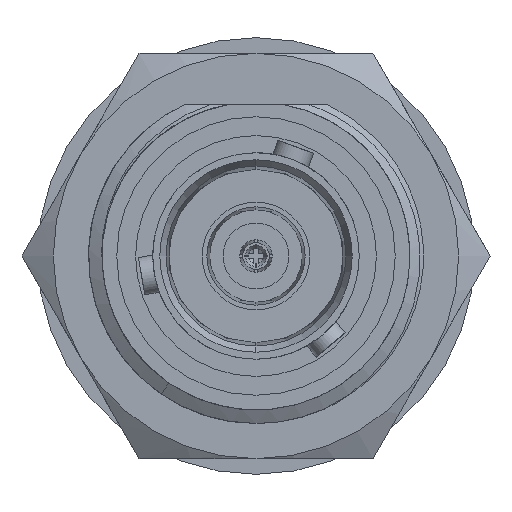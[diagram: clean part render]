
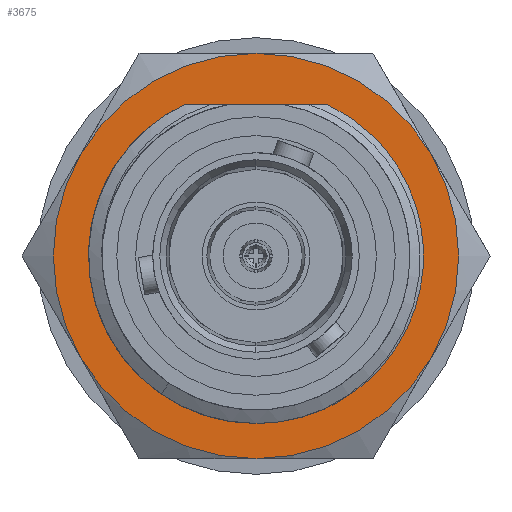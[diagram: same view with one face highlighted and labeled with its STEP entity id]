
A CAD part, left-side view. The second image highlights one B-rep face of the part: STEP entity #3675.
In plain terms, the highlighted face is planar.
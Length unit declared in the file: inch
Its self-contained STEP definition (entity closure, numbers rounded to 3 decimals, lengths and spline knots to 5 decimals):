
#49 = CIRCLE ( 'NONE', #19554, 0.28 ) ;
#655 = DIRECTION ( 'NONE',  ( 1., 0., 0. ) ) ;
#729 = DIRECTION ( 'NONE',  ( 0., 0., 1. ) ) ;
#1321 = B_SPLINE_CURVE_WITH_KNOTS ( 'NONE', 3,
 ( #3439, #21187, #10458, #5492, #3773, #19464, #10798, #22805, #10572, #8955, #6884, #15785 ),
 .UNSPECIFIED., .F., .F.,
 ( 4, 2, 2, 2, 2, 4 ),
 ( 0., 0.00162, 0.00323, 0.00404, 0.00485, 0.00647 ),
 .UNSPECIFIED. ) ;
#1452 = CARTESIAN_POINT ( 'NONE',  ( 0.04921, 0., -0.375 ) ) ;
#1933 = CIRCLE ( 'NONE', #5997, 0.375 ) ;
#2143 = DIRECTION ( 'NONE',  ( -1., 0., 0. ) ) ;
#2502 = DIRECTION ( 'NONE',  ( 0., 0., 1. ) ) ;
#2666 = EDGE_CURVE ( 'NONE', #12357, #19721, #1321, .T. ) ;
#3439 = CARTESIAN_POINT ( 'NONE',  ( 0.04921, 0.13933, -0.24287 ) ) ;
#3675 = ADVANCED_FACE ( 'NONE', ( #18414, #18303 ), #17951, .T. ) ;
#3773 = CARTESIAN_POINT ( 'NONE',  ( 0.04921, 0.04025, -0.2779 ) ) ;
#3802 = EDGE_CURVE ( 'NONE', #20790, #11605, #6118, .T. ) ;
#3824 = DIRECTION ( 'NONE',  ( -1., 0., 0. ) ) ;
#3915 = EDGE_CURVE ( 'NONE', #12038, #18401, #22684, .T. ) ;
#3948 = CARTESIAN_POINT ( 'NONE',  ( 0.04921, 0., 0. ) ) ;
#4153 = DIRECTION ( 'NONE',  ( 0., 0., 1. ) ) ;
#4839 = CIRCLE ( 'NONE', #7018, 0.375 ) ;
#5170 = CARTESIAN_POINT ( 'NONE',  ( 0.04921, 0., 0. ) ) ;
#5436 = VERTEX_POINT ( 'NONE', #6560 ) ;
#5492 = CARTESIAN_POINT ( 'NONE',  ( 0.04921, 0.06091, -0.27411 ) ) ;
#5631 = ORIENTED_EDGE ( 'NONE', *, *, #12942, .F. ) ;
#5643 = AXIS2_PLACEMENT_3D ( 'NONE', #13204, #9722, #729 ) ;
#5984 = DIRECTION ( 'NONE',  ( -1., 0., 0. ) ) ;
#5997 = AXIS2_PLACEMENT_3D ( 'NONE', #16965, #5984, #4153 ) ;
#6118 = CIRCLE ( 'NONE', #12387, 0.375 ) ;
#6560 = CARTESIAN_POINT ( 'NONE',  ( 0.04921, 0.32476, 0.1875 ) ) ;
#6591 = EDGE_CURVE ( 'NONE', #5436, #10302, #4839, .T. ) ;
#6659 = ORIENTED_EDGE ( 'NONE', *, *, #11729, .F. ) ;
#6732 = EDGE_CURVE ( 'NONE', #19721, #12357, #49, .T. ) ;
#6797 = ORIENTED_EDGE ( 'NONE', *, *, #6591, .F. ) ;
#6830 = CIRCLE ( 'NONE', #14582, 0.375 ) ;
#6884 = CARTESIAN_POINT ( 'NONE',  ( 0.04921, -0.08498, -0.26764 ) ) ;
#7018 = AXIS2_PLACEMENT_3D ( 'NONE', #5170, #17744, #10477 ) ;
#7132 = CARTESIAN_POINT ( 'NONE',  ( 0.04921, -0.32476, -0.1875 ) ) ;
#7858 = ORIENTED_EDGE ( 'NONE', *, *, #3802, .F. ) ;
#8042 = ORIENTED_EDGE ( 'NONE', *, *, #15794, .F. ) ;
#8955 = CARTESIAN_POINT ( 'NONE',  ( 0.04921, -0.06442, -0.27329 ) ) ;
#9180 = CARTESIAN_POINT ( 'NONE',  ( 0.04921, 0., 0. ) ) ;
#9324 = CARTESIAN_POINT ( 'NONE',  ( 0.04921, 0., 0. ) ) ;
#9633 = ORIENTED_EDGE ( 'NONE', *, *, #6732, .T. ) ;
#9722 = DIRECTION ( 'NONE',  ( -1., 0., 0. ) ) ;
#10184 = AXIS2_PLACEMENT_3D ( 'NONE', #13001, #655, #11025 ) ;
#10302 = VERTEX_POINT ( 'NONE', #19267 ) ;
#10458 = CARTESIAN_POINT ( 'NONE',  ( 0.04921, 0.1013, -0.26189 ) ) ;
#10477 = DIRECTION ( 'NONE',  ( 0., 0., 1. ) ) ;
#10572 = CARTESIAN_POINT ( 'NONE',  ( 0.04921, -0.03339, -0.2782 ) ) ;
#10798 = CARTESIAN_POINT ( 'NONE',  ( 0.04921, -0.00203, -0.28019 ) ) ;
#10970 = DIRECTION ( 'NONE',  ( 0., 0., 1. ) ) ;
#11025 = DIRECTION ( 'NONE',  ( 0., 0., -1. ) ) ;
#11141 = CARTESIAN_POINT ( 'NONE',  ( 0.04921, 0., 0. ) ) ;
#11168 = DIRECTION ( 'NONE',  ( 0., 0., 1. ) ) ;
#11605 = VERTEX_POINT ( 'NONE', #7132 ) ;
#11664 = AXIS2_PLACEMENT_3D ( 'NONE', #11141, #18176, #19783 ) ;
#11729 = EDGE_CURVE ( 'NONE', #11605, #12038, #1933, .T. ) ;
#12003 = CARTESIAN_POINT ( 'NONE',  ( 0.04921, 0.13933, -0.24287 ) ) ;
#12038 = VERTEX_POINT ( 'NONE', #22359 ) ;
#12357 = VERTEX_POINT ( 'NONE', #12003 ) ;
#12387 = AXIS2_PLACEMENT_3D ( 'NONE', #9180, #2143, #2502 ) ;
#12942 = EDGE_CURVE ( 'NONE', #10302, #20790, #14880, .T. ) ;
#13001 = CARTESIAN_POINT ( 'NONE',  ( 0.04921, 0., 0. ) ) ;
#13204 = CARTESIAN_POINT ( 'NONE',  ( 0.04921, 0., 0. ) ) ;
#14582 = AXIS2_PLACEMENT_3D ( 'NONE', #3948, #3824, #10970 ) ;
#14845 = ORIENTED_EDGE ( 'NONE', *, *, #2666, .T. ) ;
#14880 = CIRCLE ( 'NONE', #5643, 0.375 ) ;
#15785 = CARTESIAN_POINT ( 'NONE',  ( 0.04921, -0.10466, -0.2597 ) ) ;
#15794 = EDGE_CURVE ( 'NONE', #18401, #5436, #6830, .T. ) ;
#16965 = CARTESIAN_POINT ( 'NONE',  ( 0.04921, 0., 0. ) ) ;
#17744 = DIRECTION ( 'NONE',  ( -1., 0., 0. ) ) ;
#17951 = PLANE ( 'NONE',  #10184 ) ;
#18176 = DIRECTION ( 'NONE',  ( -1., 0., 0. ) ) ;
#18303 = FACE_OUTER_BOUND ( 'NONE', #21783, .T. ) ;
#18401 = VERTEX_POINT ( 'NONE', #19237 ) ;
#18414 = FACE_BOUND ( 'NONE', #20581, .T. ) ;
#19237 = CARTESIAN_POINT ( 'NONE',  ( 0.04921, 0., 0.375 ) ) ;
#19267 = CARTESIAN_POINT ( 'NONE',  ( 0.04921, 0.32476, -0.1875 ) ) ;
#19464 = CARTESIAN_POINT ( 'NONE',  ( 0.04921, 0.00856, -0.28007 ) ) ;
#19554 = AXIS2_PLACEMENT_3D ( 'NONE', #9324, #19700, #11168 ) ;
#19700 = DIRECTION ( 'NONE',  ( -1., 0., 0. ) ) ;
#19721 = VERTEX_POINT ( 'NONE', #21347 ) ;
#19783 = DIRECTION ( 'NONE',  ( 0., 0., 1. ) ) ;
#20581 = EDGE_LOOP ( 'NONE', ( #14845, #9633 ) ) ;
#20790 = VERTEX_POINT ( 'NONE', #1452 ) ;
#21187 = CARTESIAN_POINT ( 'NONE',  ( 0.04921, 0.12092, -0.25343 ) ) ;
#21347 = CARTESIAN_POINT ( 'NONE',  ( 0.04921, -0.10466, -0.2597 ) ) ;
#21783 = EDGE_LOOP ( 'NONE', ( #7858, #5631, #6797, #8042, #21912, #6659 ) ) ;
#21912 = ORIENTED_EDGE ( 'NONE', *, *, #3915, .F. ) ;
#22359 = CARTESIAN_POINT ( 'NONE',  ( 0.04921, -0.32476, 0.1875 ) ) ;
#22684 = CIRCLE ( 'NONE', #11664, 0.375 ) ;
#22805 = CARTESIAN_POINT ( 'NONE',  ( 0.04921, -0.02298, -0.27925 ) ) ;
